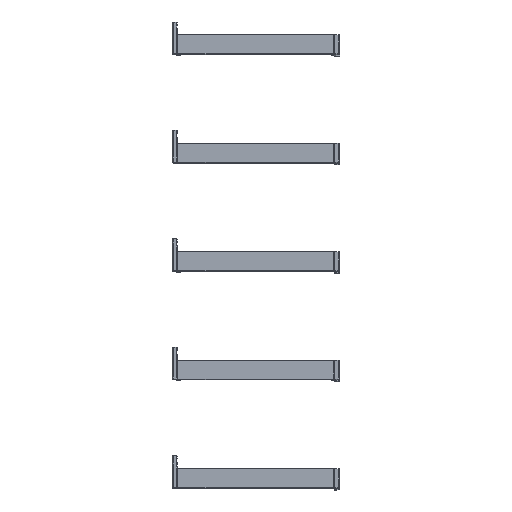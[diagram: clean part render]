
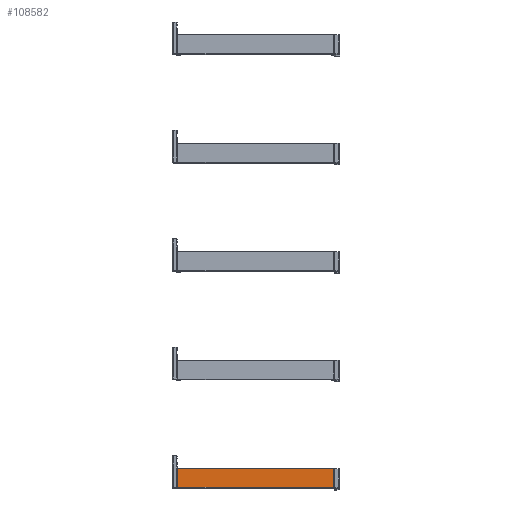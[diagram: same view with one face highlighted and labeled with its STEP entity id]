
A CAD part, left-side view. The second image highlights one B-rep face of the part: STEP entity #108582.
In plain terms, the highlighted planar face has unit normal (-1, 0, 0).
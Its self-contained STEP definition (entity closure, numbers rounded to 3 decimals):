
#1890=PLANE('',#115679);
#6137=FACE_OUTER_BOUND('',#12519,.T.);
#12519=EDGE_LOOP('',(#78646,#78647,#78648,#78649,#78650,#78651));
#19535=LINE('',#160942,#31265);
#19539=LINE('',#160952,#31269);
#20650=LINE('',#166003,#32380);
#20651=LINE('',#166006,#32381);
#31265=VECTOR('',#127601,10.);
#31269=VECTOR('',#127611,10.);
#32380=VECTOR('',#129992,10.);
#32381=VECTOR('',#129995,10.);
#42693=CIRCLE('',#115680,2.5);
#42694=CIRCLE('',#115681,2.5);
#47109=VERTEX_POINT('',#160939);
#47110=VERTEX_POINT('',#160941);
#47113=VERTEX_POINT('',#160950);
#48038=VERTEX_POINT('',#166001);
#48039=VERTEX_POINT('',#166002);
#48040=VERTEX_POINT('',#166005);
#58182=EDGE_CURVE('',#47110,#47109,#19535,.T.);
#58188=EDGE_CURVE('',#47113,#47109,#19539,.T.);
#59547=EDGE_CURVE('',#48038,#48039,#20650,.T.);
#59548=EDGE_CURVE('',#47110,#48039,#42693,.T.);
#59549=EDGE_CURVE('',#47113,#48040,#20651,.T.);
#59550=EDGE_CURVE('',#48038,#48040,#42694,.T.);
#78646=ORIENTED_EDGE('',*,*,#59547,.T.);
#78647=ORIENTED_EDGE('',*,*,#59548,.F.);
#78648=ORIENTED_EDGE('',*,*,#58182,.T.);
#78649=ORIENTED_EDGE('',*,*,#58188,.F.);
#78650=ORIENTED_EDGE('',*,*,#59549,.T.);
#78651=ORIENTED_EDGE('',*,*,#59550,.F.);
#108582=ADVANCED_FACE('',(#6137),#1890,.F.);
#115679=AXIS2_PLACEMENT_3D('',#166000,#129990,#129991);
#115680=AXIS2_PLACEMENT_3D('',#166004,#129993,#129994);
#115681=AXIS2_PLACEMENT_3D('',#166007,#129996,#129997);
#127601=DIRECTION('',(0.,0.,-1.));
#127611=DIRECTION('',(0.,1.,0.));
#129990=DIRECTION('center_axis',(1.,0.,0.));
#129991=DIRECTION('ref_axis',(0.,0.,
-1.));
#129992=DIRECTION('',(0.,1.,0.));
#129993=DIRECTION('center_axis',(1.,0.,0.));
#129994=DIRECTION('ref_axis',(0.,0.707,0.707));
#129995=DIRECTION('',(0.,0.,1.));
#129996=DIRECTION('center_axis',(1.,0.,0.));
#129997=DIRECTION('ref_axis',(0.,-0.707,0.707));
#160939=CARTESIAN_POINT('',(-125.,446.3,4.95));
#160941=CARTESIAN_POINT('',(-125.,446.3,54.95));
#160942=CARTESIAN_POINT('',(-125.,446.3,16.125));
#160950=CARTESIAN_POINT('',(-125.,15.2,4.95));
#160952=CARTESIAN_POINT('',(-125.,230.75,4.95));
#166000=CARTESIAN_POINT('Origin',(-125.,230.75,29.8));
#166001=CARTESIAN_POINT('',(-125.,17.7,57.45));
#166002=CARTESIAN_POINT('',(-125.,443.8,57.45));
#166003=CARTESIAN_POINT('',(-125.,0.,57.45));
#166004=CARTESIAN_POINT('Origin',(-125.,443.8,54.95));
#166005=CARTESIAN_POINT('',(-125.,15.2,54.95));
#166006=CARTESIAN_POINT('',(-125.,15.2,16.125));
#166007=CARTESIAN_POINT('Origin',(-125.,17.7,54.95));
